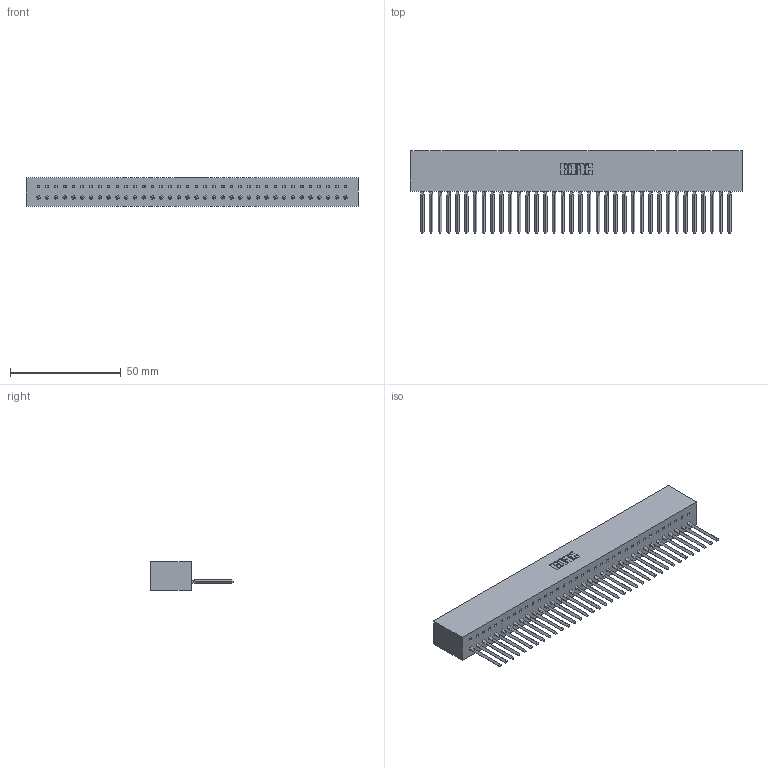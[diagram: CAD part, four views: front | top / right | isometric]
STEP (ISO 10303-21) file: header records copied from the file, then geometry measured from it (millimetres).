
FILE_DESCRIPTION (( 'STEP AP203' ), '1' );
FILE_NAME ('317-036-541-601.STEP', '2020-02-27T22:35:16', ( '' ), ( '' ), 'SwSTEP 2.0', 'SolidWorks 2016', '' );
FILE_SCHEMA (( 'CONFIG_CONTROL_DESIGN' ));
Length unit declared in the file: inch
Products named in the file (3): 317-036-541-601; 317 Part_Lugless; 317-290-002_541
Assembly tree (37 placements, depth 2):
  317-036-541-601
    317 Part_Lugless
    317-290-002_541  x36
Bounding box: 149.86 x 37.34 x 12.7 mm (x, y, z)
Volume: 25823.6 mm3; surface area: 36484.1 mm2
Topology: 37 solids, 37 shells, 5562 faces, 15863 edges, 10310 vertices
Faces by surface type: plane 4514, cylinder 904, bspline 144
Entity records: 52862 total; most frequent: CARTESIAN_POINT 10037, ORIENTED_EDGE 9326, DIRECTION 7647, EDGE_CURVE 4663, VECTOR 4307, LINE 4307, VERTEX_POINT 3100, AXIS2_PLACEMENT_3D 1670
